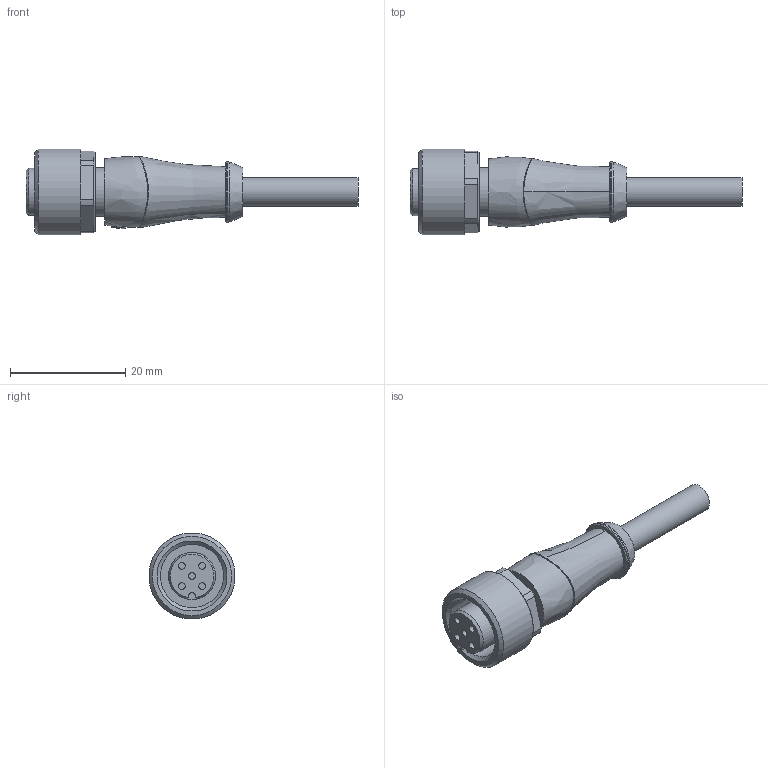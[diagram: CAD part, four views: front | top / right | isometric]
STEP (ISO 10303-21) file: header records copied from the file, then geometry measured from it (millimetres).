
FILE_DESCRIPTION(/* description */ (''),/* implementation_level */ '2;1');
FILE_NAME(/* name */ 'M12 female A-cod 1-5-pin.stp',/* time_stamp */ '2024-11-26T16:24:09+01:00',/* author */ ('dettke'),/* organization */ (''),/* preprocessor_version */ 'ST-DEVELOPER v20',/* originating_system */ 'Autodesk Inventor 2025',/* authorisation */ '');
FILE_SCHEMA (('AUTOMOTIVE_DESIGN { 1 0 10303 214 3 1 1 }'));
Length unit declared in the file: millimetre
Products named in the file (1): M12 female A-cod 1-5-pin
Bounding box: 57.7 x 14.94 x 14.94 mm (x, y, z)
Volume: 4059.8 mm3; surface area: 2679.1 mm2
Topology: 1 solids, 1 shells, 74 faces, 162 edges, 103 vertices
Faces by surface type: plane 32, cylinder 18, bspline 12, cone 9, torus 3
Full cylindrical faces by diameter (mm): 1.2 x5, 5 x1, 8.2 x1, 8.5 x1, 10.5 x1, 11 x1, 15 x1
Entity records: 4576 total; most frequent: CARTESIAN_POINT 2966, ORIENTED_EDGE 324, DIRECTION 310, EDGE_CURVE 162, AXIS2_PLACEMENT_3D 127, VERTEX_POINT 103, EDGE_LOOP 87, FACE_OUTER_BOUND 74
